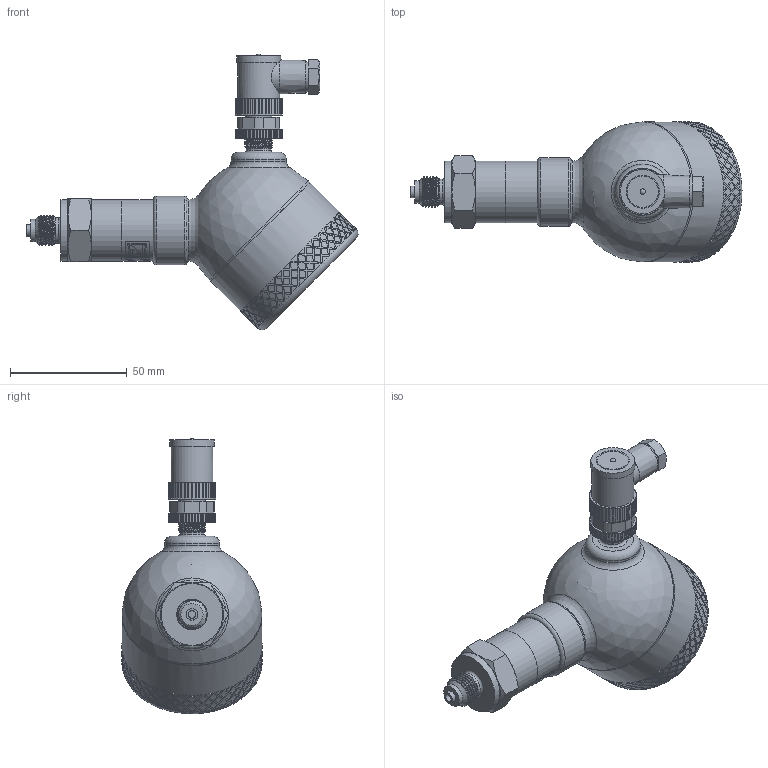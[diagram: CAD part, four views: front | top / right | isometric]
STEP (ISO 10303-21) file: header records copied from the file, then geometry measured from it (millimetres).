
FILE_DESCRIPTION(/* description */ (''),/* implementation_level */ '2;1');
FILE_NAME(/* name */ 'APZ3421FH_9_M12x1-angular_display.step',/* time_stamp */ '2021-06-30T15:12:35+03:00',/* author */ (''),/* organization */ (''),/* preprocessor_version */ 'ST-DEVELOPER v18.1',/* originating_system */ 'Autodesk Translation Framework v10.9.0.1377',/* authorisation */ '');
FILE_SCHEMA (('AUTOMOTIVE_DESIGN { 1 0 10303 214 3 1 1 }'));
Length unit declared in the file: millimetre
Products named in the file (8): Полевой корпус 
3420 3421 3230 заполненный; G 1\4 EN; FieldHousing Assembly v16; main body; Дисплей; Крышка для 
дисплея; Адаптер М12х1; M12x1 female angular v10
Assembly tree (7 placements, depth 3):
  Полевой корпус 
3420 3421 3230 заполненный
    G 1\4 EN
    FieldHousing Assembly v16
      main body
      Дисплей
      Крышка для 
дисплея
      Адаптер М12х1
      M12x1 female angular v10
Bounding box: 142.38 x 60.1 x 118.16 mm (x, y, z)
Volume: 181580.3 mm3; surface area: 52318.2 mm2
Topology: 15 solids, 15 shells, 1764 faces, 4493 edges, 2970 vertices
Faces by surface type: bspline 928, cylinder 507, plane 278, cone 28, torus 19, sphere 4
Full cylindrical faces by diameter (mm): 1 x4, 3.3 x1, 5 x5, 7 x1, 8 x1, 9.3 x1, 9.471 x2, 9.5 x1, 10.5 x2, 10.741 x7, 11 x1, 11.035 x4, 11.156 x1, 11.445 x4, 11.884 x6, 12.152 x4, 13 x1, 18 x1, 19 x1, 19.7 x1, 21.6 x1, 22.4 x1, 23.6 x1, 24.5 x2, 26.5 x2, 29.5 x1, 41 x3, 46 x2, 52.5 x1, 57.2 x1
Entity records: 73376 total; most frequent: CARTESIAN_POINT 37699, ORIENTED_EDGE 8984, EDGE_CURVE 4492, DIRECTION 4313, VERTEX_POINT 2970, B_SPLINE_CURVE_WITH_KNOTS 2663, EDGE_LOOP 2012, FACE_OUTER_BOUND 1764
